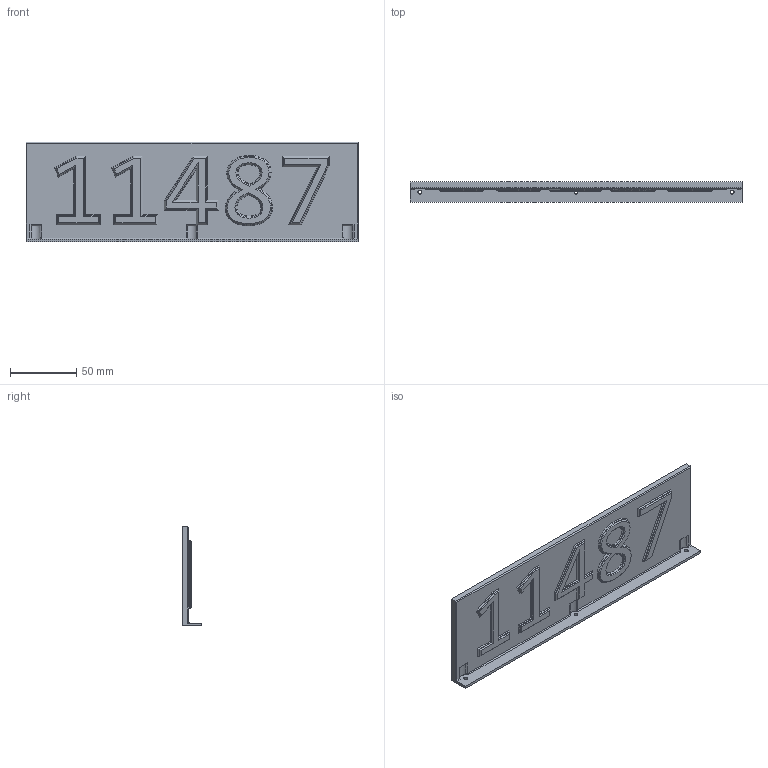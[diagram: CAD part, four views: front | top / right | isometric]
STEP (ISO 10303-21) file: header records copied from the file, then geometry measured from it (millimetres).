
FILE_DESCRIPTION(/* description */ (''),/* implementation_level */ '2;1');
FILE_NAME(/* name */ 'number plate with mounting points v2.step',/* time_stamp */ '2023-05-26T02:20:36-07:00',/* author */ (''),/* organization */ (''),/* preprocessor_version */ 'ST-DEVELOPER v19.2',/* originating_system */ 'Autodesk Translation Framework v12.4.0.73',/* authorisation */ '');
FILE_SCHEMA (('AUTOMOTIVE_DESIGN { 1 0 10303 214 3 1 1 }'));
Length unit declared in the file: millimetre
Products named in the file (1): number plate with mounting points
Bounding box: 250 x 15 x 75 mm (x, y, z)
Volume: 105118.2 mm3; surface area: 46827.8 mm2
Topology: 1 solids, 1 shells, 326 faces, 756 edges, 440 vertices
Faces by surface type: plane 164, bspline 156, cylinder 6
Full cylindrical faces by diameter (mm): 3 x3
Entity records: 13280 total; most frequent: CARTESIAN_POINT 7022, ORIENTED_EDGE 1512, DIRECTION 810, EDGE_CURVE 756, VERTEX_POINT 440, LINE 420, VECTOR 420, EDGE_LOOP 340
